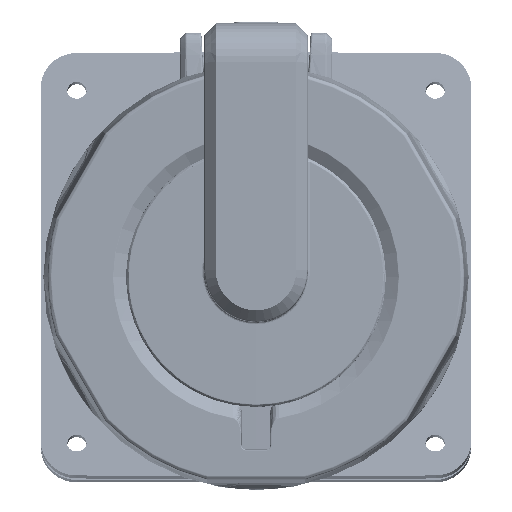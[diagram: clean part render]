
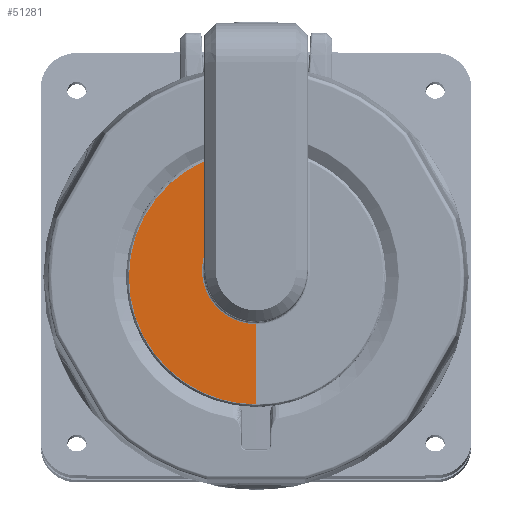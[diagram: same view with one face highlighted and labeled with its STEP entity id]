
A CAD part, top view. The second image highlights one B-rep face of the part: STEP entity #51281.
In plain terms, the highlighted planar face has unit normal (-0.009, 0, 1).
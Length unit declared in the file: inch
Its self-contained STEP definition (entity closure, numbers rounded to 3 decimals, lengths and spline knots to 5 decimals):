
#150 = CARTESIAN_POINT ( 'NONE',  ( -1.10361, 0.08241, 0.44231 ) ) ;
#1367 = CARTESIAN_POINT ( 'NONE',  ( -0.92349, 0.60979, 0.44388 ) ) ;
#5514 = ORIENTED_EDGE ( 'NONE', *, *, #145811, .T. ) ;
#10867 = DIRECTION ( 'NONE',  ( 0., 1., 0. ) ) ;
#11924 = VECTOR ( 'NONE', #10867, 39.37008 ) ;
#21637 = CARTESIAN_POINT ( 'NONE',  ( -1.04931, -0.35168, 0.44279 ) ) ;
#24123 = CARTESIAN_POINT ( 'NONE',  ( -1.00055, 0.47289, 0.44321 ) ) ;
#26652 = CARTESIAN_POINT ( 'NONE',  ( -0.34042, -1.05289, 0.44897 ) ) ;
#39442 = CARTESIAN_POINT ( 'NONE',  ( -1.03893, -0.38125, 0.44288 ) ) ;
#40695 = CARTESIAN_POINT ( 'NONE',  ( -1.10295, -0.10598, 0.44232 ) ) ;
#41935 = CARTESIAN_POINT ( 'NONE',  ( -0.84835, 0.7106, 0.44454 ) ) ;
#41989 = ORIENTED_EDGE ( 'NONE', *, *, #160650, .T. ) ;
#43122 = CARTESIAN_POINT ( 'NONE',  ( 0., 0., 0.45194 ) ) ;
#44432 = CARTESIAN_POINT ( 'NONE',  ( -0.78485, 0.78015, 0.44509 ) ) ;
#47713 = LINE ( 'NONE', #108544, #11924 ) ;
#48208 = CARTESIAN_POINT ( 'NONE',  ( -0.59561, -0.93419, 0.44674 ) ) ;
#51281 = ADVANCED_FACE ( 'NONE', ( #139561 ), #102693, .T. ) ;
#56108 = CARTESIAN_POINT ( 'NONE',  ( 0., -1.10604, 0.45194 ) ) ;
#58478 = CARTESIAN_POINT ( 'NONE',  ( -0.64113, 0.90195, 0.44635 ) ) ;
#59494 = EDGE_CURVE ( 'NONE', #188754, #240699, #150470, .T. ) ;
#59718 = CARTESIAN_POINT ( 'NONE',  ( -0.58886, 0.93691, 0.4468 ) ) ;
#60959 = CARTESIAN_POINT ( 'NONE',  ( -0.78856, -0.77641, 0.44506 ) ) ;
#64556 = EDGE_CURVE ( 'NONE', #188754, #246123, #110476, .T. ) ;
#64706 = CARTESIAN_POINT ( 'NONE',  ( -0.39958, -1.0319, 0.44846 ) ) ;
#67216 = CARTESIAN_POINT ( 'NONE',  ( 0., -1.10604, 0.45194 ) ) ;
#68479 = CARTESIAN_POINT ( 'NONE',  ( -0.24944, -1.07806, 0.44977 ) ) ;
#69276 = DIRECTION ( 'NONE',  ( 0., -1., 0. ) ) ;
#69735 = CARTESIAN_POINT ( 'NONE',  ( -0.0315, -1.10605, 0.45167 ) ) ;
#77520 = CARTESIAN_POINT ( 'NONE',  ( -1.10651, 0.01988, 0.44229 ) ) ;
#78745 = CARTESIAN_POINT ( 'NONE',  ( -1.10085, 0.11345, 0.44234 ) ) ;
#79403 = CARTESIAN_POINT ( 'NONE',  ( 0., -0.41, 0.45194 ) ) ;
#79976 = CARTESIAN_POINT ( 'NONE',  ( -1.03714, 0.3861, 0.44289 ) ) ;
#87903 = CARTESIAN_POINT ( 'NONE',  ( 0., -0.41, 0.45194 ) ) ;
#88737 = CARTESIAN_POINT ( 'NONE',  ( -0.48603, -0.99413, 0.4477 ) ) ;
#96541 = CARTESIAN_POINT ( 'NONE',  ( -0.90582, 0.63574, 0.44404 ) ) ;
#98947 = DIRECTION ( 'NONE',  ( -0.009, 0., 1. ) ) ;
#100239 = CARTESIAN_POINT ( 'NONE',  ( -1.04773, 0.35635, 0.4428 ) ) ;
#101487 = CARTESIAN_POINT ( 'NONE',  ( -1.07545, 0.26661, 0.44256 ) ) ;
#102693 = PLANE ( 'NONE',  #171505 ) ;
#102746 = CARTESIAN_POINT ( 'NONE',  ( -0.21875, -1.08469, 0.45003 ) ) ;
#104004 = CARTESIAN_POINT ( 'NONE',  ( -0.12564, -1.09936, 0.45085 ) ) ;
#107300 = CARTESIAN_POINT ( 'NONE',  ( -0.45, 1.01045, 0.44802 ) ) ;
#108544 = CARTESIAN_POINT ( 'NONE',  ( -0.45, 0., 0.44802 ) ) ;
#110476 =( BOUNDED_CURVE ( )  B_SPLINE_CURVE ( 3, ( #87903, #221139, #188160, #166601 ),
 .UNSPECIFIED., .F., .F. ) 
 B_SPLINE_CURVE_WITH_KNOTS ( ( 4, 4 ),
 ( 1.57117, 3.43308 ),
 .UNSPECIFIED. ) 
 CURVE ( )  GEOMETRIC_REPRESENTATION_ITEM ( )  RATIONAL_B_SPLINE_CURVE ( ( 1., 0.731, 0.731, 1. ) ) 
 REPRESENTATION_ITEM ( '' )  );
#118047 = CARTESIAN_POINT ( 'NONE',  ( -1.00406, -0.46854, 0.44318 ) ) ;
#120542 = CARTESIAN_POINT ( 'NONE',  ( -0.47877, 0.99764, 0.44776 ) ) ;
#121796 = CARTESIAN_POINT ( 'NONE',  ( -0.80667, 0.75758, 0.4449 ) ) ;
#135889 = CARTESIAN_POINT ( 'NONE',  ( -1.10663, -0.01169, 0.44229 ) ) ;
#137118 = CARTESIAN_POINT ( 'NONE',  ( -0.86826, 0.68614, 0.44437 ) ) ;
#139561 = FACE_OUTER_BOUND ( 'NONE', #224846, .T. ) ;
#140851 = CARTESIAN_POINT ( 'NONE',  ( -0.66646, 0.88341, 0.44613 ) ) ;
#145811 = EDGE_CURVE ( 'NONE', #246123, #164927, #47713, .T. ) ;
#150470 = LINE ( 'NONE', #243042, #160020 ) ;
#154910 = CARTESIAN_POINT ( 'NONE',  ( -0.73927, 0.82346, 0.44549 ) ) ;
#156150 = CARTESIAN_POINT ( 'NONE',  ( -1.09513, -0.16862, 0.44239 ) ) ;
#157388 = CARTESIAN_POINT ( 'NONE',  ( -1.07546, -0.26104, 0.44256 ) ) ;
#158620 = CARTESIAN_POINT ( 'NONE',  ( -1.01356, 0.44433, 0.4431 ) ) ;
#159873 = CARTESIAN_POINT ( 'NONE',  ( -0.95661, 0.55642, 0.44359 ) ) ;
#160020 = VECTOR ( 'NONE', #69276, 39.37008 ) ;
#160650 = EDGE_CURVE ( 'NONE', #164927, #240699, #196680, .T. ) ;
#164894 = CARTESIAN_POINT ( 'NONE',  ( -0.51402, -0.97994, 0.44746 ) ) ;
#164927 = VERTEX_POINT ( 'NONE', #107300 ) ;
#166601 = CARTESIAN_POINT ( 'NONE',  ( -0.45, 0.19507, 0.44802 ) ) ;
#171505 = AXIS2_PLACEMENT_3D ( 'NONE', #43122, #98947, #197879 ) ;
#173954 = CARTESIAN_POINT ( 'NONE',  ( -1.08869, 0.20588, 0.44244 ) ) ;
#175184 = CARTESIAN_POINT ( 'NONE',  ( -0.71551, 0.84419, 0.4457 ) ) ;
#177653 = CARTESIAN_POINT ( 'NONE',  ( -0.71968, -0.84062, 0.44566 ) ) ;
#181412 = CARTESIAN_POINT ( 'NONE',  ( -0.15687, -1.09534, 0.45057 ) ) ;
#188160 = CARTESIAN_POINT ( 'NONE',  ( -0.54876, -0.13411, 0.44715 ) ) ;
#188754 = VERTEX_POINT ( 'NONE', #79403 ) ;
#194204 = CARTESIAN_POINT ( 'NONE',  ( -0.87248, -0.68293, 0.44433 ) ) ;
#196680 = B_SPLINE_CURVE_WITH_KNOTS ( 'NONE', 3,
 ( #213260, #120542, #197938, #199199, #59718, #58478, #140851, #175184, #154910, #44432, #121796, #41935, #137118, #96541, #1367, #159873, #237183, #24123, #158620, #79976, #100239, #101487, #173954, #78745, #150, #77520, #135889, #40695, #156150, #157388, #232226, #21637, #39442, #118047, #196691, #234696, #194204, #233460, #60959, #215713, #177653, #214482, #48208, #164894, #88737, #242224, #64706, #26652, #240961, #68479, #102746, #181412, #104004, #204193, #69735, #67216 ),
 .UNSPECIFIED., .F., .F.,
 ( 4, 2, 2, 2, 2, 2, 2, 2, 2, 2, 2, 2, 2, 2, 2, 2, 2, 2, 2, 2, 2, 2, 2, 2, 2, 2, 2, 4 ),
 ( 0., 0.00239, 0.00479, 0.00718, 0.00957, 0.01197, 0.01436, 0.01676, 0.01915, 0.02154, 0.02394, 0.02872, 0.03112, 0.03351, 0.0383, 0.04069, 0.04309, 0.04787, 0.05266, 0.05505, 0.05745, 0.06224, 0.06463, 0.06702, 0.06942, 0.07181, 0.0742, 0.0766 ),
 .UNSPECIFIED. ) ;
#196691 = CARTESIAN_POINT ( 'NONE',  ( -0.97569, -0.52506, 0.44343 ) ) ;
#197131 = ORIENTED_EDGE ( 'NONE', *, *, #64556, .T. ) ;
#197879 = DIRECTION ( 'NONE',  ( -1., 0., -0.009 ) ) ;
#197938 = CARTESIAN_POINT ( 'NONE',  ( -0.50691, 0.98365, 0.44752 ) ) ;
#199199 = CARTESIAN_POINT ( 'NONE',  ( -0.56193, 0.9533, 0.44704 ) ) ;
#204193 = CARTESIAN_POINT ( 'NONE',  ( -0.06292, -1.10471, 0.45139 ) ) ;
#213260 = CARTESIAN_POINT ( 'NONE',  ( -0.45, 1.01045, 0.44802 ) ) ;
#214482 = CARTESIAN_POINT ( 'NONE',  ( -0.64702, -0.89935, 0.4463 ) ) ;
#215713 = CARTESIAN_POINT ( 'NONE',  ( -0.74315, -0.81996, 0.44546 ) ) ;
#221139 = CARTESIAN_POINT ( 'NONE',  ( -0.34367, -0.40987, 0.44894 ) ) ;
#224846 = EDGE_LOOP ( 'NONE', ( #230207, #197131, #5514, #41989 ) ) ;
#230207 = ORIENTED_EDGE ( 'NONE', *, *, #59494, .F. ) ;
#232226 = CARTESIAN_POINT ( 'NONE',  ( -1.06758, -0.29159, 0.44263 ) ) ;
#233460 = CARTESIAN_POINT ( 'NONE',  ( -0.81032, -0.75367, 0.44487 ) ) ;
#234696 = CARTESIAN_POINT ( 'NONE',  ( -0.91001, -0.63207, 0.444 ) ) ;
#237054 = CARTESIAN_POINT ( 'NONE',  ( -0.45, 0.19507, 0.44802 ) ) ;
#237183 = CARTESIAN_POINT ( 'NONE',  ( -0.97208, 0.52892, 0.44346 ) ) ;
#240699 = VERTEX_POINT ( 'NONE', #56108 ) ;
#240961 = CARTESIAN_POINT ( 'NONE',  ( -0.31033, -1.06214, 0.44923 ) ) ;
#242224 = CARTESIAN_POINT ( 'NONE',  ( -0.4287, -1.02015, 0.4482 ) ) ;
#243042 = CARTESIAN_POINT ( 'NONE',  ( 0., 0., 0.45194 ) ) ;
#246123 = VERTEX_POINT ( 'NONE', #237054 ) ;
